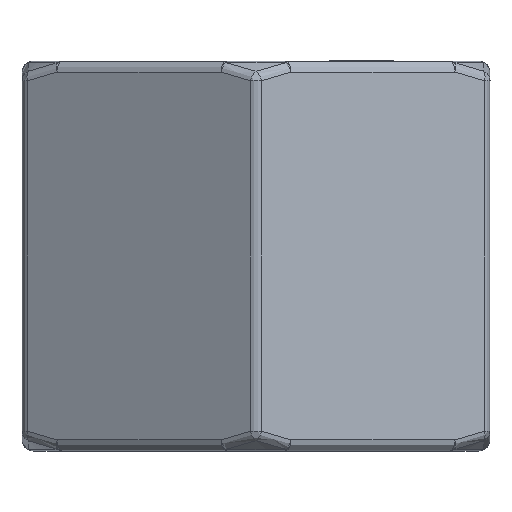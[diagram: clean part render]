
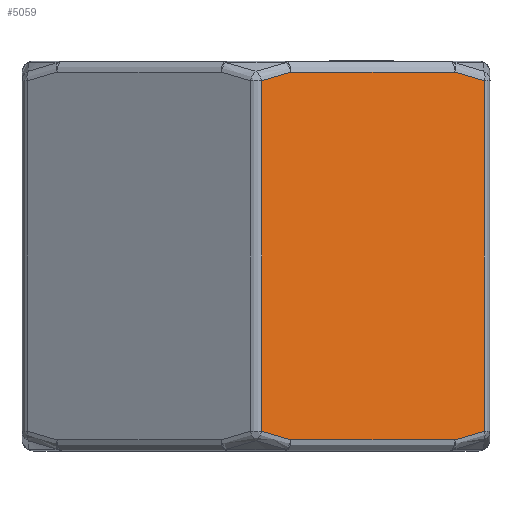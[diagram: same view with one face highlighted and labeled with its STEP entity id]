
A CAD part, left-side view. The second image highlights one B-rep face of the part: STEP entity #5059.
In plain terms, the highlighted planar face has unit normal (-0.866, -0.5, 0).
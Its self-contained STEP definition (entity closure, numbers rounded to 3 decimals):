
#355=B_SPLINE_CURVE_WITH_KNOTS('',3,(#7590,#7591,#7592,#7593,#7594,#7595,
#7596),.UNSPECIFIED.,.F.,.F.,(4,1,1,1,4),(0.,0.25,0.5,0.75,1.),
 .UNSPECIFIED.);
#356=B_SPLINE_CURVE_WITH_KNOTS('',3,(#7602,#7603,#7604,#7605,#7606,#7607),
 .UNSPECIFIED.,.F.,.F.,(4,1,1,4),(0.,0.333,0.667,
1.),.UNSPECIFIED.);
#357=B_SPLINE_CURVE_WITH_KNOTS('',3,(#7611,#7612,#7613,#7614,#7615,#7616,
#7617,#7618,#7619,#7620,#7621,#7622,#7623,#7624,#7625,#7626),
 .UNSPECIFIED.,.F.,.F.,(4,3,3,3,3,4),(0.,0.333,0.407,
0.667,0.848,1.),.UNSPECIFIED.);
#358=B_SPLINE_CURVE_WITH_KNOTS('',3,(#7631,#7632,#7633,#7634,#7635,#7636,
#7637,#7638),.UNSPECIFIED.,.F.,.F.,(4,1,1,1,1,4),(0.,0.2,0.4,0.6,0.8,1.),
 .UNSPECIFIED.);
#688=FACE_OUTER_BOUND('',#1014,.T.);
#1014=EDGE_LOOP('',(#3561,#3562,#3563,#3564,#3565,#3566,#3567,#3568));
#1372=LINE('',#7609,#1658);
#1373=LINE('',#7627,#1659);
#1374=LINE('',#7629,#1660);
#1375=LINE('',#7639,#1661);
#1658=VECTOR('',#6021,15.714);
#1659=VECTOR('',#6022,8.502);
#1660=VECTOR('',#6023,15.714);
#1661=VECTOR('',#6024,8.502);
#2225=VERTEX_POINT('',#7588);
#2226=VERTEX_POINT('',#7589);
#2227=VERTEX_POINT('',#7600);
#2228=VERTEX_POINT('',#7601);
#2229=VERTEX_POINT('',#7608);
#2230=VERTEX_POINT('',#7610);
#2231=VERTEX_POINT('',#7628);
#2232=VERTEX_POINT('',#7630);
#2743=EDGE_CURVE('',#2225,#2226,#355,.T.);
#2746=EDGE_CURVE('',#2227,#2228,#356,.T.);
#2747=EDGE_CURVE('',#2228,#2229,#1372,.T.);
#2748=EDGE_CURVE('',#2229,#2230,#357,.T.);
#2749=EDGE_CURVE('',#2230,#2225,#1373,.T.);
#2750=EDGE_CURVE('',#2231,#2226,#1374,.T.);
#2751=EDGE_CURVE('',#2231,#2232,#358,.T.);
#2752=EDGE_CURVE('',#2232,#2227,#1375,.T.);
#3561=ORIENTED_EDGE('',*,*,#2746,.T.);
#3562=ORIENTED_EDGE('',*,*,#2747,.T.);
#3563=ORIENTED_EDGE('',*,*,#2748,.T.);
#3564=ORIENTED_EDGE('',*,*,#2749,.T.);
#3565=ORIENTED_EDGE('',*,*,#2743,.T.);
#3566=ORIENTED_EDGE('',*,*,#2750,.F.);
#3567=ORIENTED_EDGE('',*,*,#2751,.T.);
#3568=ORIENTED_EDGE('',*,*,#2752,.T.);
#4993=PLANE('',#5458);
#5059=ADVANCED_FACE('',(#688),#4993,.T.);
#5458=AXIS2_PLACEMENT_3D('',#7599,#6019,#6020);
#6019=DIRECTION('center_axis',(-0.866,-0.5,0.));
#6020=DIRECTION('ref_axis',(0.5,-0.866,0.));
#6021=DIRECTION('',(0.,0.,-1.));
#6022=DIRECTION('',(0.5,-0.866,0.));
#6023=DIRECTION('',(0.,0.,-1.));
#6024=DIRECTION('',(-0.5,0.866,0.));
#7588=CARTESIAN_POINT('',(-6.968,-8.931,0.5));
#7589=CARTESIAN_POINT('',(-6.207,-10.25,0.893));
#7590=CARTESIAN_POINT('Ctrl Pts',(-6.968,-8.931,0.5));
#7591=CARTESIAN_POINT('Ctrl Pts',(-6.915,-9.023,0.524));
#7592=CARTESIAN_POINT('Ctrl Pts',(-6.804,-9.214,0.575));
#7593=CARTESIAN_POINT('Ctrl Pts',(-6.622,-9.531,0.666));
#7594=CARTESIAN_POINT('Ctrl Pts',(-6.424,-9.873,0.77));
#7595=CARTESIAN_POINT('Ctrl Pts',(-6.281,-10.121,0.85));
#7596=CARTESIAN_POINT('Ctrl Pts',(-6.207,-10.25,0.893));
#7599=CARTESIAN_POINT('Origin',(-12.124,0.,0.));
#7600=CARTESIAN_POINT('',(-11.219,-1.569,17.));
#7601=CARTESIAN_POINT('',(-11.98,-0.25,16.607));
#7602=CARTESIAN_POINT('Ctrl Pts',(-11.219,-1.569,17.));
#7603=CARTESIAN_POINT('Ctrl Pts',(-11.295,-1.436,16.965));
#7604=CARTESIAN_POINT('Ctrl Pts',(-11.454,-1.161,16.89));
#7605=CARTESIAN_POINT('Ctrl Pts',(-11.706,-0.725,16.761));
#7606=CARTESIAN_POINT('Ctrl Pts',(-11.887,-0.412,16.661));
#7607=CARTESIAN_POINT('Ctrl Pts',(-11.98,-0.25,16.607));
#7608=CARTESIAN_POINT('',(-11.98,-0.25,0.893));
#7609=CARTESIAN_POINT('',(-11.98,-0.25,16.607));
#7610=CARTESIAN_POINT('',(-11.219,-1.569,0.5));
#7611=CARTESIAN_POINT('Ctrl Pts',(-11.98,-0.25,0.893));
#7612=CARTESIAN_POINT('Ctrl Pts',(-11.891,-0.405,
0.842));
#7613=CARTESIAN_POINT('Ctrl Pts',(-11.803,-0.557,0.793));
#7614=CARTESIAN_POINT('Ctrl Pts',(-11.718,-0.704,
0.747));
#7615=CARTESIAN_POINT('Ctrl Pts',(-11.699,-0.736,
0.737));
#7616=CARTESIAN_POINT('Ctrl Pts',(-11.681,-0.769,
0.727));
#7617=CARTESIAN_POINT('Ctrl Pts',(-11.662,-0.801,
0.717));
#7618=CARTESIAN_POINT('Ctrl Pts',(-11.597,-0.914,0.683));
#7619=CARTESIAN_POINT('Ctrl Pts',(-11.533,-1.024,0.65));
#7620=CARTESIAN_POINT('Ctrl Pts',(-11.468,-1.136,0.618));
#7621=CARTESIAN_POINT('Ctrl Pts',(-11.423,-1.214,0.596));
#7622=CARTESIAN_POINT('Ctrl Pts',(-11.378,-1.293,0.574));
#7623=CARTESIAN_POINT('Ctrl Pts',(-11.333,-1.371,0.553));
#7624=CARTESIAN_POINT('Ctrl Pts',(-11.295,-1.437,0.535));
#7625=CARTESIAN_POINT('Ctrl Pts',(-11.257,-1.503,0.517));
#7626=CARTESIAN_POINT('Ctrl Pts',(-11.219,-1.569,0.5));
#7627=CARTESIAN_POINT('',(-11.219,-1.569,0.5));
#7628=CARTESIAN_POINT('',(-6.207,-10.25,16.607));
#7629=CARTESIAN_POINT('',(-6.207,-10.25,16.607));
#7630=CARTESIAN_POINT('',(-6.968,-8.931,17.));
#7631=CARTESIAN_POINT('Ctrl Pts',(-6.207,-10.25,16.607));
#7632=CARTESIAN_POINT('Ctrl Pts',(-6.268,-10.144,16.642));
#7633=CARTESIAN_POINT('Ctrl Pts',(-6.386,-9.939,16.709));
#7634=CARTESIAN_POINT('Ctrl Pts',(-6.55,-9.655,16.797));
#7635=CARTESIAN_POINT('Ctrl Pts',(-6.702,-9.391,16.874));
#7636=CARTESIAN_POINT('Ctrl Pts',(-6.843,-9.148,16.943));
#7637=CARTESIAN_POINT('Ctrl Pts',(-6.927,-9.001,16.982));
#7638=CARTESIAN_POINT('Ctrl Pts',(-6.968,-8.931,17.));
#7639=CARTESIAN_POINT('',(-6.968,-8.931,17.));
